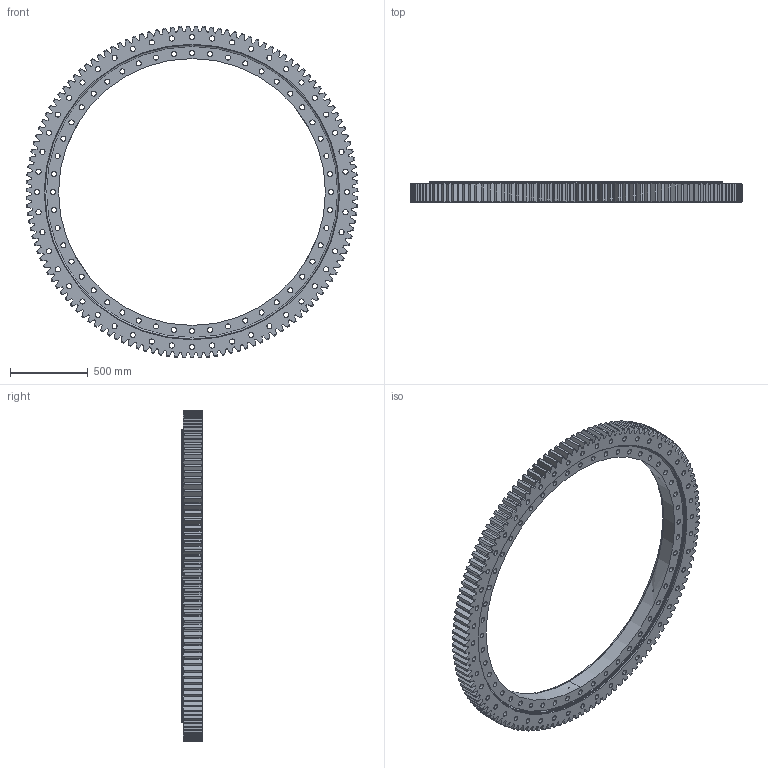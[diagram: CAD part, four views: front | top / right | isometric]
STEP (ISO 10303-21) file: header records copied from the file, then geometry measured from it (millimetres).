
FILE_DESCRIPTION (( 'STEP AP203' ), '1' );
FILE_NAME ('01-1895-00.STEP', '2017-12-26T10:47:17', ( 'defontaine' ), ( 'Hewlett-Packard Company' ), 'SwSTEP 2.0', 'SolidWorks 2016', '' );
FILE_SCHEMA (( 'CONFIG_CONTROL_DESIGN' ));
Length unit declared in the file: millimetre
Products named in the file (1): 01-1895-00
Bounding box: 2139.98 x 130 x 2139.85 mm (x, y, z)
Volume: 110415051.7 mm3; surface area: 7624742.6 mm2
Topology: 5 solids, 5 shells, 1052 faces, 3103 edges, 2059 vertices
Faces by surface type: cylinder 485, plane 276, cone 271, torus 18, sphere 2
Entity records: 37269 total; most frequent: CARTESIAN_POINT 8571, ORIENTED_EDGE 6196, DIRECTION 5926, EDGE_CURVE 3098, AXIS2_PLACEMENT_3D 2323, VERTEX_POINT 2056, LINE 1280, VECTOR 1280
